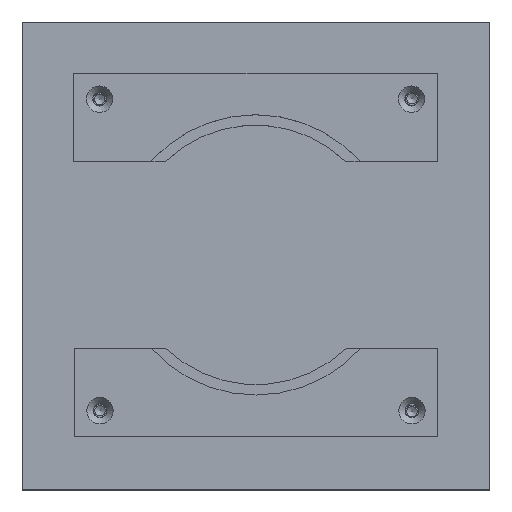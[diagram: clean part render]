
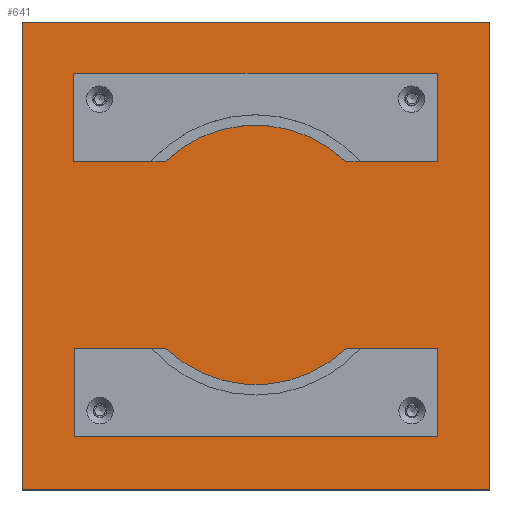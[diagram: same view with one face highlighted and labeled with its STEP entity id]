
A CAD part, top view. The second image highlights one B-rep face of the part: STEP entity #641.
In plain terms, the highlighted planar face has unit normal (0, 0, 1).
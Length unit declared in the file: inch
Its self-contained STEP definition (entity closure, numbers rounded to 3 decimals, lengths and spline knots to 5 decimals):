
#72=FACE_BOUND('',#164,.T.);
#73=FACE_BOUND('',#165,.T.);
#74=FACE_BOUND('',#166,.T.);
#75=FACE_BOUND('',#167,.T.);
#88=CIRCLE('',#720,0.133);
#89=CIRCLE('',#721,0.133);
#90=CIRCLE('',#722,0.133);
#91=CIRCLE('',#723,0.133);
#124=FACE_OUTER_BOUND('',#163,.T.);
#163=EDGE_LOOP('',(#469,#470,#471,#472));
#164=EDGE_LOOP('',(#473));
#165=EDGE_LOOP('',(#474));
#166=EDGE_LOOP('',(#475));
#167=EDGE_LOOP('',(#476));
#216=LINE('',#1019,#267);
#220=LINE('',#1026,#271);
#223=LINE('',#1032,#274);
#225=LINE('',#1035,#276);
#267=VECTOR('',#803,9.);
#271=VECTOR('',#809,9.);
#274=VECTOR('',#814,9.);
#276=VECTOR('',#818,9.);
#318=VERTEX_POINT('',#1016);
#319=VERTEX_POINT('',#1018);
#321=VERTEX_POINT('',#1024);
#323=VERTEX_POINT('',#1030);
#324=VERTEX_POINT('',#1037);
#325=VERTEX_POINT('',#1039);
#326=VERTEX_POINT('',#1041);
#327=VERTEX_POINT('',#1043);
#372=EDGE_CURVE('',#319,#318,#216,.T.);
#376=EDGE_CURVE('',#318,#321,#220,.T.);
#379=EDGE_CURVE('',#321,#323,#223,.T.);
#381=EDGE_CURVE('',#323,#319,#225,.T.);
#382=EDGE_CURVE('',#324,#324,#88,.T.);
#383=EDGE_CURVE('',#325,#325,#89,.T.);
#384=EDGE_CURVE('',#326,#326,#90,.T.);
#385=EDGE_CURVE('',#327,#327,#91,.T.);
#469=ORIENTED_EDGE('',*,*,#372,.T.);
#470=ORIENTED_EDGE('',*,*,#376,.T.);
#471=ORIENTED_EDGE('',*,*,#379,.T.);
#472=ORIENTED_EDGE('',*,*,#381,.T.);
#473=ORIENTED_EDGE('',*,*,#382,.T.);
#474=ORIENTED_EDGE('',*,*,#383,.T.);
#475=ORIENTED_EDGE('',*,*,#384,.T.);
#476=ORIENTED_EDGE('',*,*,#385,.T.);
#623=PLANE('',#719);
#641=ADVANCED_FACE('',(#124,#72,#73,#74,#75),#623,.F.);
#719=AXIS2_PLACEMENT_3D('',#1036,#819,#820);
#720=AXIS2_PLACEMENT_3D('',#1038,#821,#822);
#721=AXIS2_PLACEMENT_3D('',#1040,#823,#824);
#722=AXIS2_PLACEMENT_3D('',#1042,#825,#826);
#723=AXIS2_PLACEMENT_3D('',#1044,#827,#828);
#803=DIRECTION('',(0.,-1.,0.));
#809=DIRECTION('',(1.,0.,0.));
#814=DIRECTION('',(0.,1.,0.));
#818=DIRECTION('',(-1.,0.,0.));
#819=DIRECTION('center_axis',(0.,0.,-1.));
#820=DIRECTION('ref_axis',(-1.,0.,0.));
#821=DIRECTION('center_axis',(0.,0.,-1.));
#822=DIRECTION('ref_axis',(-1.,0.,0.));
#823=DIRECTION('center_axis',(0.,0.,-1.));
#824=DIRECTION('ref_axis',(-1.,0.,0.));
#825=DIRECTION('center_axis',(0.,0.,-1.));
#826=DIRECTION('ref_axis',(-1.,0.,0.));
#827=DIRECTION('center_axis',(0.,0.,-1.));
#828=DIRECTION('ref_axis',(-1.,0.,0.));
#1016=CARTESIAN_POINT('',(0.,0.,0.5));
#1018=CARTESIAN_POINT('',(0.,9.,0.5));
#1019=CARTESIAN_POINT('',(0.,9.,0.5));
#1024=CARTESIAN_POINT('',(9.,0.,0.5));
#1026=CARTESIAN_POINT('',(0.,0.,0.5));
#1030=CARTESIAN_POINT('',(9.,9.,0.5));
#1032=CARTESIAN_POINT('',(9.,0.,0.5));
#1035=CARTESIAN_POINT('',(9.,9.,0.5));
#1036=CARTESIAN_POINT('Origin',(0.,9.,0.5));
#1037=CARTESIAN_POINT('',(7.633,7.5,0.5));
#1038=CARTESIAN_POINT('Origin',(7.5,7.5,0.5));
#1039=CARTESIAN_POINT('',(1.633,7.5,0.5));
#1040=CARTESIAN_POINT('Origin',(1.5,7.5,0.5));
#1041=CARTESIAN_POINT('',(7.633,1.5,0.5));
#1042=CARTESIAN_POINT('Origin',(7.5,1.5,0.5));
#1043=CARTESIAN_POINT('',(1.633,1.5,0.5));
#1044=CARTESIAN_POINT('Origin',(1.5,1.5,0.5));
